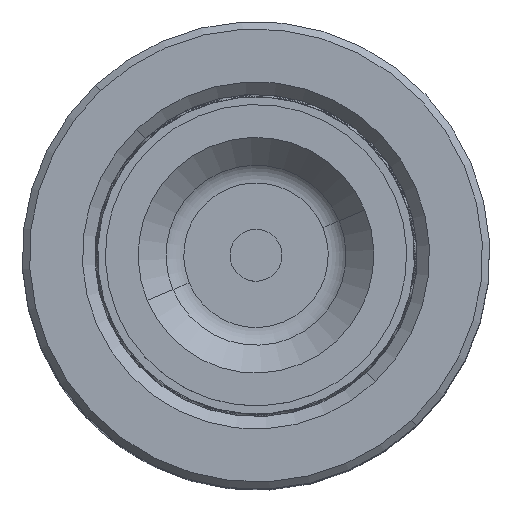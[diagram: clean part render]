
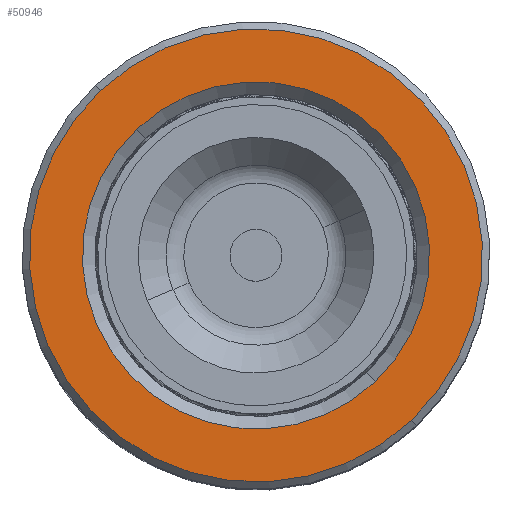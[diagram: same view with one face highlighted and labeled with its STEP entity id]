
A CAD part, top view. The second image highlights one B-rep face of the part: STEP entity #50946.
In plain terms, the highlighted planar face has unit normal (0, 0, 1).
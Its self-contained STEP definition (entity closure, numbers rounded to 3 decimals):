
#47 = ORIENTED_EDGE ( 'NONE', *, *, #42041, .T. ) ;
#2464 = DIRECTION ( 'NONE',  ( 0., 0., 1. ) ) ;
#3654 = CARTESIAN_POINT ( 'NONE',  ( 0., 0., 60. ) ) ;
#4758 = FACE_BOUND ( 'NONE', #43759, .T. ) ;
#8081 = CIRCLE ( 'NONE', #51407, 16.7 ) ;
#8659 = CARTESIAN_POINT ( 'NONE',  ( 16.7, 0., 60. ) ) ;
#9035 = ORIENTED_EDGE ( 'NONE', *, *, #28509, .T. ) ;
#10804 = AXIS2_PLACEMENT_3D ( 'NONE', #31882, #11548, #11369 ) ;
#11369 = DIRECTION ( 'NONE',  ( 1., 0., 0. ) ) ;
#11548 = DIRECTION ( 'NONE',  ( 0., 0., 1. ) ) ;
#18475 = CARTESIAN_POINT ( 'NONE',  ( -16.7, 0., 60. ) ) ;
#19463 = CIRCLE ( 'NONE', #28347, 21.8 ) ;
#19615 = PLANE ( 'NONE',  #40273 ) ;
#21262 = AXIS2_PLACEMENT_3D ( 'NONE', #3654, #32171, #24622 ) ;
#21601 = DIRECTION ( 'NONE',  ( 0., 0., -1. ) ) ;
#22070 = DIRECTION ( 'NONE',  ( 1., 0., 0. ) ) ;
#24622 = DIRECTION ( 'NONE',  ( 1., 0., 0. ) ) ;
#24838 = EDGE_CURVE ( 'NONE', #43853, #42402, #52113, .T. ) ;
#26752 = CARTESIAN_POINT ( 'NONE',  ( -21.8, 0., 60. ) ) ;
#27754 = FACE_OUTER_BOUND ( 'NONE', #28426, .T. ) ;
#28347 = AXIS2_PLACEMENT_3D ( 'NONE', #30451, #2464, #22070 ) ;
#28426 = EDGE_LOOP ( 'NONE', ( #47, #28569 ) ) ;
#28509 = EDGE_CURVE ( 'NONE', #42402, #43853, #8081, .T. ) ;
#28569 = ORIENTED_EDGE ( 'NONE', *, *, #51152, .T. ) ;
#30451 = CARTESIAN_POINT ( 'NONE',  ( 0., 0., 60. ) ) ;
#31882 = CARTESIAN_POINT ( 'NONE',  ( 0., 0., 60. ) ) ;
#32171 = DIRECTION ( 'NONE',  ( 0., 0., -1. ) ) ;
#32247 = CARTESIAN_POINT ( 'NONE',  ( 0., 0., 60. ) ) ;
#33016 = DIRECTION ( 'NONE',  ( 1., 0., 0. ) ) ;
#39589 = CIRCLE ( 'NONE', #10804, 21.8 ) ;
#40247 = DIRECTION ( 'NONE',  ( 0., 0., 1. ) ) ;
#40273 = AXIS2_PLACEMENT_3D ( 'NONE', #32247, #40247, #40581 ) ;
#40581 = DIRECTION ( 'NONE',  ( 1., 0., 0. ) ) ;
#40679 = VERTEX_POINT ( 'NONE', #26752 ) ;
#41368 = CARTESIAN_POINT ( 'NONE',  ( 0., 0., 60. ) ) ;
#42041 = EDGE_CURVE ( 'NONE', #40679, #51359, #39589, .T. ) ;
#42402 = VERTEX_POINT ( 'NONE', #18475 ) ;
#43759 = EDGE_LOOP ( 'NONE', ( #50940, #9035 ) ) ;
#43853 = VERTEX_POINT ( 'NONE', #8659 ) ;
#50940 = ORIENTED_EDGE ( 'NONE', *, *, #24838, .T. ) ;
#50946 = ADVANCED_FACE ( 'NONE', ( #27754, #4758 ), #19615, .T. ) ;
#51152 = EDGE_CURVE ( 'NONE', #51359, #40679, #19463, .T. ) ;
#51359 = VERTEX_POINT ( 'NONE', #52311 ) ;
#51407 = AXIS2_PLACEMENT_3D ( 'NONE', #41368, #21601, #33016 ) ;
#52113 = CIRCLE ( 'NONE', #21262, 16.7 ) ;
#52311 = CARTESIAN_POINT ( 'NONE',  ( 21.8, 0., 60. ) ) ;
